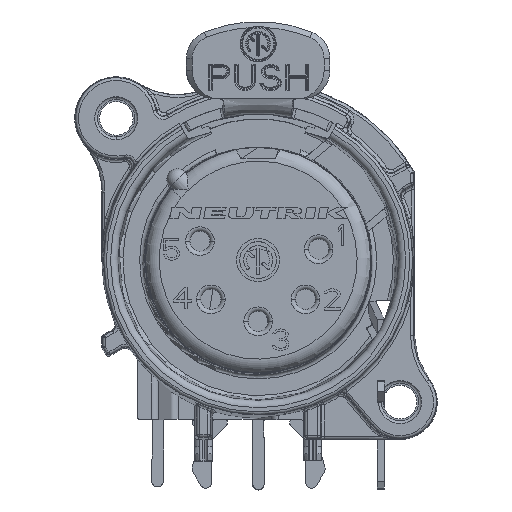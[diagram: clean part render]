
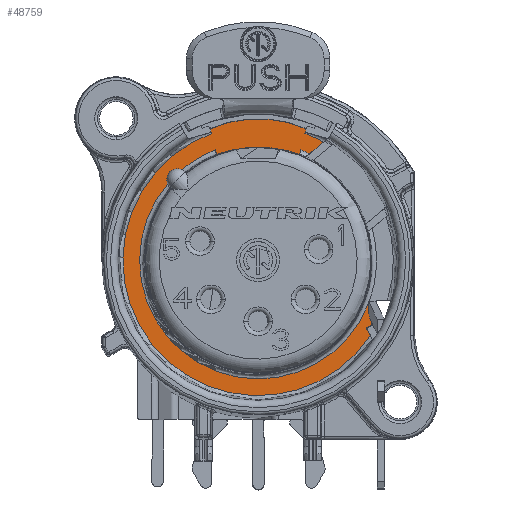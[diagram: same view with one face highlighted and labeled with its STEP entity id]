
A CAD part, top view. The second image highlights one B-rep face of the part: STEP entity #48759.
In plain terms, the highlighted planar face has unit normal (0, 0, 1).
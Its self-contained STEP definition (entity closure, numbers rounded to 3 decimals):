
#10656=CARTESIAN_POINT('',(0.,0.,-13.));
#10657=DIRECTION('',(0.,0.,-1.));
#10658=DIRECTION('',(0.934,-0.358,0.));
#10659=AXIS2_PLACEMENT_3D('',#10656,#10657,#10658);
#10704=CARTESIAN_POINT('',(0.,0.,-13.));
#10705=DIRECTION('',(0.,0.,-1.));
#10706=DIRECTION('',(0.36,0.933,0.));
#10707=AXIS2_PLACEMENT_3D('',#10704,#10705,#10706);
#10734=CARTESIAN_POINT('',(2.977,7.712,-13.));
#10762=CARTESIAN_POINT('',(0.,0.,-13.));
#10763=DIRECTION('',(0.,0.,-1.));
#10764=DIRECTION('',(-0.645,0.764,0.));
#10765=AXIS2_PLACEMENT_3D('',#10762,#10763,#10764);
#10774=CARTESIAN_POINT('',(-2.981,7.71,-13.));
#10796=CARTESIAN_POINT('',(2.91,7.467,-13.));
#10797=CARTESIAN_POINT('',(2.916,7.484,-13.));
#10798=CARTESIAN_POINT('',(2.929,7.53,-13.));
#10799=CARTESIAN_POINT('',(2.951,7.612,-13.));
#10800=CARTESIAN_POINT('',(2.968,7.677,-13.));
#10801=CARTESIAN_POINT('',(2.977,7.712,-13.));
#10803=CARTESIAN_POINT('',(2.885,7.37,-13.));
#10804=CARTESIAN_POINT('',(2.887,7.38,-13.));
#10805=CARTESIAN_POINT('',(2.894,7.405,-13.));
#10806=CARTESIAN_POINT('',(2.902,7.437,-13.));
#10807=CARTESIAN_POINT('',(2.908,7.459,-13.));
#10808=CARTESIAN_POINT('',(2.91,7.467,-13.));
#10810=CARTESIAN_POINT('',(0.,-0.609,-13.));
#10811=DIRECTION('',(0.,0.,-1.));
#10812=DIRECTION('',(-0.341,0.94,0.));
#10813=AXIS2_PLACEMENT_3D('',#10810,#10811,#10812);
#10815=DIRECTION('',(0.24,-0.971,0.));
#10816=VECTOR('',#10815,0.355);
#10817=CARTESIAN_POINT('',(-2.981,7.71,-13.));
#10818=LINE('',#10817,#10816);
#10819=CARTESIAN_POINT('',(-5.621,5.621,-13.));
#10820=DIRECTION('',(0.,0.,1.));
#10821=DIRECTION('',(0.382,0.924,0.));
#10822=AXIS2_PLACEMENT_3D('',#10819,#10820,#10821);
#10824=DIRECTION('',(0.017,-1.,0.));
#10825=VECTOR('',#10824,0.918);
#10826=CARTESIAN_POINT('',(7.72,-2.956,-13.));
#10827=LINE('',#10826,#10825);
#10828=DIRECTION('',(-1.,0.,0.));
#10829=VECTOR('',#10828,0.205);
#10830=CARTESIAN_POINT('',(7.94,-3.874,-13.));
#10831=LINE('',#10830,#10829);
#10832=DIRECTION('',(0.,1.,0.));
#10833=VECTOR('',#10832,0.833);
#10834=CARTESIAN_POINT('',(7.94,-4.707,-13.));
#10835=LINE('',#10834,#10833);
#10836=DIRECTION('',(-0.866,-0.5,0.));
#10837=VECTOR('',#10836,0.358);
#10838=CARTESIAN_POINT('',(7.94,-4.707,-13.));
#10839=LINE('',#10838,#10837);
#10840=DIRECTION('',(0.5,-0.866,0.));
#10841=VECTOR('',#10840,0.418);
#10842=CARTESIAN_POINT('',(7.63,-4.886,-13.));
#10843=LINE('',#10842,#10841);
#10844=DIRECTION('',(0.24,-0.971,0.));
#10845=VECTOR('',#10844,0.345);
#10846=CARTESIAN_POINT('',(-3.346,9.186,-13.));
#10847=LINE('',#10846,#10845);
#10848=CARTESIAN_POINT('',(0.,1.39,-13.));
#10849=DIRECTION('',(0.,0.,1.));
#10850=DIRECTION('',(0.394,0.919,0.));
#10851=AXIS2_PLACEMENT_3D('',#10848,#10849,#10850);
#10853=DIRECTION('',(0.24,0.971,0.));
#10854=VECTOR('',#10853,0.345);
#10855=CARTESIAN_POINT('',(3.263,8.851,-13.));
#10856=LINE('',#10855,#10854);
#10857=DIRECTION('',(-0.766,-0.643,0.));
#10858=VECTOR('',#10857,1.264);
#10859=CARTESIAN_POINT('',(4.558,8.259,-13.));
#10860=LINE('',#10859,#10858);
#11574=CARTESIAN_POINT('',(0.,0.,-13.));
#11575=DIRECTION('',(0.,0.,1.));
#11576=DIRECTION('',(0.483,0.876,0.));
#11577=AXIS2_PLACEMENT_3D('',#11574,#11575,#11576);
#11583=CARTESIAN_POINT('',(3.263,8.851,-13.));
#11585=CARTESIAN_POINT('',(0.,0.,-13.));
#11586=DIRECTION('',(0.,0.,1.));
#11587=DIRECTION('',(-0.346,0.938,0.));
#11588=AXIS2_PLACEMENT_3D('',#11585,#11586,#11587);
#11632=CARTESIAN_POINT('',(-3.263,8.851,-13.));
#27519=CARTESIAN_POINT('',(-5.335,6.315,-13.));
#27520=CARTESIAN_POINT('',(-6.315,5.335,-13.));
#27521=VERTEX_POINT('',#27519);
#27522=VERTEX_POINT('',#27520);
#27563=CARTESIAN_POINT('',(4.558,8.259,-13.));
#27564=CARTESIAN_POINT('',(3.59,7.446,-13.));
#27565=VERTEX_POINT('',#27563);
#27566=VERTEX_POINT('',#27564);
#31678=CARTESIAN_POINT('',(7.94,-4.707,-13.));
#31679=CARTESIAN_POINT('',(7.63,-4.886,-13.));
#31680=VERTEX_POINT('',#31678);
#31681=VERTEX_POINT('',#31679);
#31682=CARTESIAN_POINT('',(7.839,-5.248,-13.));
#31683=VERTEX_POINT('',#31682);
#31684=CARTESIAN_POINT('',(7.72,-2.956,-13.));
#31685=CARTESIAN_POINT('',(7.735,-3.874,-13.));
#31686=VERTEX_POINT('',#31684);
#31687=VERTEX_POINT('',#31685);
#31692=CARTESIAN_POINT('',(7.94,-3.874,-13.));
#31693=VERTEX_POINT('',#31692);
#33498=CARTESIAN_POINT('',(-2.896,7.365,-13.));
#33499=CARTESIAN_POINT('',(2.885,7.37,-13.));
#33500=VERTEX_POINT('',#33498);
#33501=VERTEX_POINT('',#33499);
#33502=VERTEX_POINT('',#10808);
#33503=CARTESIAN_POINT('',(3.346,9.186,-13.));
#33504=CARTESIAN_POINT('',(-3.346,9.186,-13.));
#33505=VERTEX_POINT('',#33503);
#33506=VERTEX_POINT('',#33504);
#33520=VERTEX_POINT('',#11583);
#33521=VERTEX_POINT('',#11632);
#33524=VERTEX_POINT('',#10734);
#33525=VERTEX_POINT('',#10774);
#48721=CARTESIAN_POINT('',(0.,0.,-13.));
#48722=DIRECTION('',(0.,0.,-1.));
#48723=DIRECTION('',(0.,-1.,0.));
#48724=AXIS2_PLACEMENT_3D('',#48721,#48722,#48723);
#48725=PLANE('',#48724);
#48726=ORIENTED_EDGE('',*,*,#48658,.F.);
#48728=ORIENTED_EDGE('',*,*,#48727,.F.);
#48730=ORIENTED_EDGE('',*,*,#48729,.F.);
#48731=ORIENTED_EDGE('',*,*,#48591,.F.);
#48732=ORIENTED_EDGE('',*,*,#48607,.F.);
#48733=ORIENTED_EDGE('',*,*,#48679,.F.);
#48735=ORIENTED_EDGE('',*,*,#48734,.T.);
#48736=ORIENTED_EDGE('',*,*,#48638,.F.);
#48737=ORIENTED_EDGE('',*,*,#48690,.T.);
#48739=ORIENTED_EDGE('',*,*,#48738,.F.);
#48741=ORIENTED_EDGE('',*,*,#48740,.F.);
#48743=ORIENTED_EDGE('',*,*,#48742,.T.);
#48745=ORIENTED_EDGE('',*,*,#48744,.T.);
#48747=ORIENTED_EDGE('',*,*,#48746,.F.);
#48748=ORIENTED_EDGE('',*,*,#48626,.F.);
#48750=ORIENTED_EDGE('',*,*,#48749,.F.);
#48752=ORIENTED_EDGE('',*,*,#48751,.F.);
#48754=ORIENTED_EDGE('',*,*,#48753,.F.);
#48756=ORIENTED_EDGE('',*,*,#48755,.T.);
#48757=EDGE_LOOP('',(#48726,#48728,#48730,#48731,#48732,#48733,#48735,#48736,
#48737,#48739,#48741,#48743,#48745,#48747,#48748,#48750,#48752,#48754,#48756));
#48758=FACE_OUTER_BOUND('',#48757,.F.);
#48759=ADVANCED_FACE('',(#48758),#48725,.F.);
#10660=CIRCLE('',#10659,8.267);
#10708=CIRCLE('',#10707,8.267);
#10766=CIRCLE('',#10765,8.267);
#10802=B_SPLINE_CURVE_WITH_KNOTS('',3,(#10796,#10797,#10798,#10799,#10800,
#10801),.UNSPECIFIED.,.F.,.F.,(4,1,1,4),(0.,0.21,
0.571,1.),.UNSPECIFIED.);
#10809=B_SPLINE_CURVE_WITH_KNOTS('',3,(#10803,#10804,#10805,#10806,#10807,
#10808),.UNSPECIFIED.,.F.,.F.,(4,1,1,4),(0.,0.321,
0.767,1.),.UNSPECIFIED.);
#10814=CIRCLE('',#10813,8.484);
#10823=CIRCLE('',#10822,0.75);
#10852=CIRCLE('',#10851,8.484);
#11578=CIRCLE('',#11577,9.433);
#11589=CIRCLE('',#11588,9.433);
#48591=EDGE_CURVE('',#33500,#33501,#10814,.T.);
#48607=EDGE_CURVE('',#33525,#33500,#10818,.T.);
#48626=EDGE_CURVE('',#33506,#33521,#10847,.T.);
#48638=EDGE_CURVE('',#31686,#27522,#10660,.T.);
#48658=EDGE_CURVE('',#33524,#27566,#10708,.T.);
#48679=EDGE_CURVE('',#27521,#33525,#10766,.T.);
#48690=EDGE_CURVE('',#31686,#31687,#10827,.T.);
#48727=EDGE_CURVE('',#33502,#33524,#10802,.T.);
#48729=EDGE_CURVE('',#33501,#33502,#10809,.T.);
#48734=EDGE_CURVE('',#27521,#27522,#10823,.T.);
#48738=EDGE_CURVE('',#31693,#31687,#10831,.T.);
#48740=EDGE_CURVE('',#31680,#31693,#10835,.T.);
#48742=EDGE_CURVE('',#31680,#31681,#10839,.T.);
#48744=EDGE_CURVE('',#31681,#31683,#10843,.T.);
#48746=EDGE_CURVE('',#33521,#31683,#11589,.T.);
#48749=EDGE_CURVE('',#33505,#33506,#10852,.T.);
#48751=EDGE_CURVE('',#33520,#33505,#10856,.T.);
#48753=EDGE_CURVE('',#27565,#33520,#11578,.T.);
#48755=EDGE_CURVE('',#27565,#27566,#10860,.T.);
